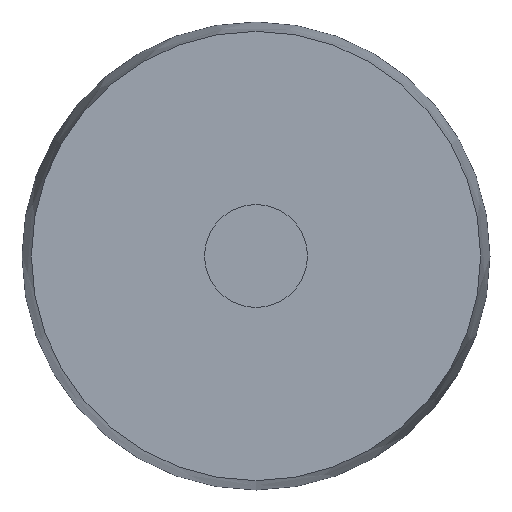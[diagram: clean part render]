
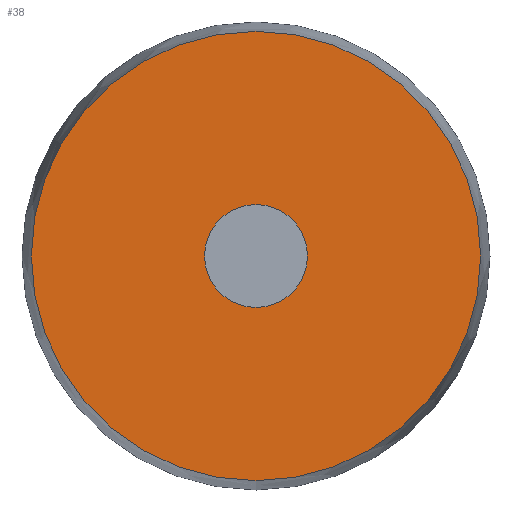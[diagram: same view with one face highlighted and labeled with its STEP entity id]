
A CAD part, front view. The second image highlights one B-rep face of the part: STEP entity #38.
In plain terms, the highlighted planar face has unit normal (0, -1, 0).
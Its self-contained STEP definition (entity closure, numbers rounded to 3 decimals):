
#38 = ADVANCED_FACE( '', ( #73, #74 ), #75, .F. );
#73 = FACE_BOUND( '', #102, .T. );
#74 = FACE_OUTER_BOUND( '', #103, .T. );
#75 = PLANE( '', #104 );
#102 = EDGE_LOOP( '', ( #133 ) );
#103 = EDGE_LOOP( '', ( #134 ) );
#104 = AXIS2_PLACEMENT_3D( '', #135, #136, #137 );
#133 = ORIENTED_EDGE( '', *, *, #146, .F. );
#134 = ORIENTED_EDGE( '', *, *, #150, .T. );
#135 = CARTESIAN_POINT( '', ( 7.2, 1.3, 0. ) );
#136 = DIRECTION( '', ( 0., 1., 0. ) );
#137 = DIRECTION( '', ( 0., 0., 1. ) );
#146 = EDGE_CURVE( '', #158, #158, #159, .T. );
#150 = EDGE_CURVE( '', #164, #164, #165, .T. );
#158 = VERTEX_POINT( '', #174 );
#159 = CIRCLE( '', #175, 1.65 );
#164 = VERTEX_POINT( '', #180 );
#165 = CIRCLE( '', #181, 7.2 );
#174 = CARTESIAN_POINT( '', ( 0., 1.3, -1.65 ) );
#175 = AXIS2_PLACEMENT_3D( '', #190, #191, #192 );
#180 = CARTESIAN_POINT( '', ( 0., 1.3, -7.2 ) );
#181 = AXIS2_PLACEMENT_3D( '', #196, #197, #198 );
#190 = CARTESIAN_POINT( '', ( 0., 1.3, 0. ) );
#191 = DIRECTION( '', ( 0., -1., 0. ) );
#192 = DIRECTION( '', ( 0., 0., -1. ) );
#196 = CARTESIAN_POINT( '', ( 0., 1.3, 0. ) );
#197 = DIRECTION( '', ( 0., -1., 0. ) );
#198 = DIRECTION( '', ( 0., 0., -1. ) );
